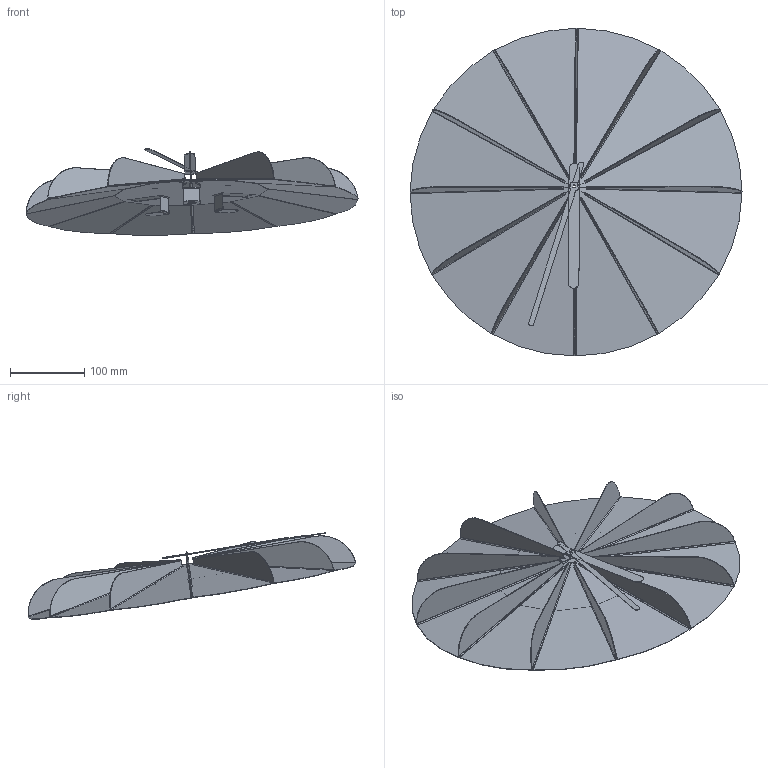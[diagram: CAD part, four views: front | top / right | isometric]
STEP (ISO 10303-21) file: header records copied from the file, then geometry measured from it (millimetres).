
FILE_DESCRIPTION (( 'STEP AP203' ), '1' );
FILE_NAME ('1411.STEP', '2023-06-15T07:19:15', ( '' ), ( '' ), 'SwSTEP 2.0', 'SolidWorks 2022', '' );
FILE_SCHEMA (( 'CONFIG_CONTROL_DESIGN' ));
Length unit declared in the file: millimetre
Products named in the file (6): 08141021.IGS; 08141112_ohnuté závěsy.IGS; 08141022.IGS; 1411; 08141111.IGS; 08141100.IGS
Assembly tree (16 placements, depth 3):
  1411
    08141100.IGS
      08141111.IGS  x12
      08141112_ohnuté závěsy.IGS
      08141021.IGS
      08141022.IGS
Bounding box: 446.87 x 441.39 x 116.5 mm (x, y, z)
Volume: 161225.5 mm3; surface area: 628930 mm2
Topology: 15 solids, 15 shells, 549 faces, 1395 edges, 862 vertices
Faces by surface type: plane 368, bspline 181
Entity records: 9049 total; most frequent: CARTESIAN_POINT 2180, ORIENTED_EDGE 1294, DIRECTION 1161, EDGE_CURVE 647, LINE 509, VECTOR 509, VERTEX_POINT 400, AXIS2_PLACEMENT_3D 326
